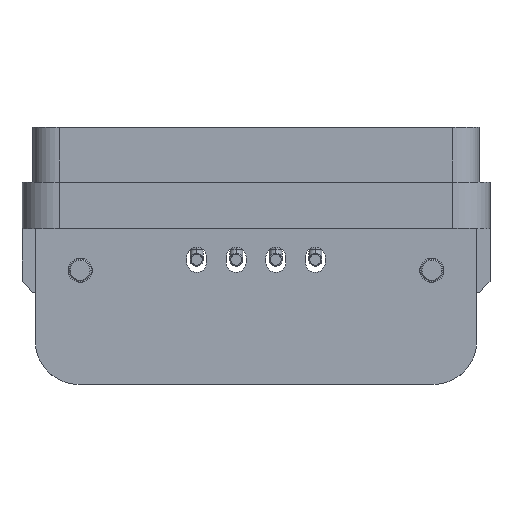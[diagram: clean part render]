
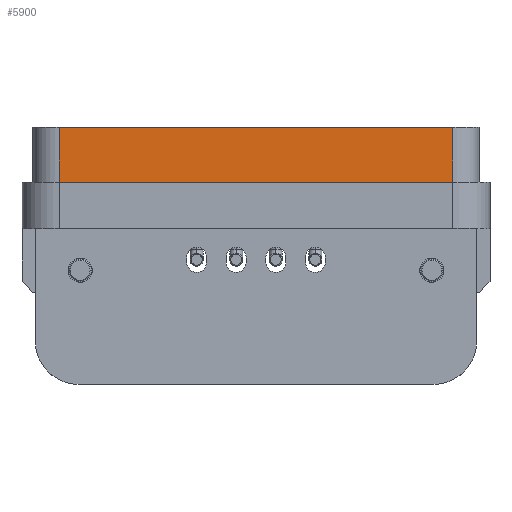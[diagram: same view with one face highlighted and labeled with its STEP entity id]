
A CAD part, top view. The second image highlights one B-rep face of the part: STEP entity #5900.
In plain terms, the highlighted planar face has unit normal (0, 0, 1).
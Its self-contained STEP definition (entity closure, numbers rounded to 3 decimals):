
#76 = PLANE ( 'NONE',  #672 ) ;
#106 = ORIENTED_EDGE ( 'NONE', *, *, #921, .T. ) ;
#158 = EDGE_CURVE ( 'NONE', #3300, #3373, #3463, .T. ) ;
#199 = DIRECTION ( 'NONE',  ( 0., -1., 0. ) ) ;
#672 = AXIS2_PLACEMENT_3D ( 'NONE', #3807, #3889, #6401 ) ;
#786 = CARTESIAN_POINT ( 'NONE',  ( -8.95, 4.6, 1.75 ) ) ;
#921 = EDGE_CURVE ( 'NONE', #1780, #3447, #1332, .T. ) ;
#1027 = EDGE_LOOP ( 'NONE', ( #3355, #4645, #6430, #106 ) ) ;
#1332 = LINE ( 'NONE', #5665, #2282 ) ;
#1571 = LINE ( 'NONE', #5907, #6195 ) ;
#1780 = VERTEX_POINT ( 'NONE', #6796 ) ;
#2282 = VECTOR ( 'NONE', #6915, 1000. ) ;
#2509 = CARTESIAN_POINT ( 'NONE',  ( 8.95, 2.1, 1.75 ) ) ;
#2727 = CARTESIAN_POINT ( 'NONE',  ( 8.95, 4.6, 1.75 ) ) ;
#2865 = DIRECTION ( 'NONE',  ( 1., 0., 0. ) ) ;
#3300 = VERTEX_POINT ( 'NONE', #7246 ) ;
#3355 = ORIENTED_EDGE ( 'NONE', *, *, #5550, .T. ) ;
#3373 = VERTEX_POINT ( 'NONE', #2509 ) ;
#3447 = VERTEX_POINT ( 'NONE', #4455 ) ;
#3463 = LINE ( 'NONE', #2727, #7985 ) ;
#3807 = CARTESIAN_POINT ( 'NONE',  ( -8.95, 4.6, 1.75 ) ) ;
#3846 = FACE_OUTER_BOUND ( 'NONE', #1027, .T. ) ;
#3889 = DIRECTION ( 'NONE',  ( 0., 0., -1. ) ) ;
#4455 = CARTESIAN_POINT ( 'NONE',  ( -8.95, 2.1, 1.75 ) ) ;
#4645 = ORIENTED_EDGE ( 'NONE', *, *, #158, .F. ) ;
#5550 = EDGE_CURVE ( 'NONE', #3447, #3373, #1571, .T. ) ;
#5665 = CARTESIAN_POINT ( 'NONE',  ( -8.95, 4.6, 1.75 ) ) ;
#5677 = VECTOR ( 'NONE', #7654, 1000. ) ;
#5771 = LINE ( 'NONE', #786, #5677 ) ;
#5850 = EDGE_CURVE ( 'NONE', #1780, #3300, #5771, .T. ) ;
#5900 = ADVANCED_FACE ( 'NONE', ( #3846 ), #76, .F. ) ;
#5907 = CARTESIAN_POINT ( 'NONE',  ( -8.95, 2.1, 1.75 ) ) ;
#6195 = VECTOR ( 'NONE', #2865, 1000. ) ;
#6401 = DIRECTION ( 'NONE',  ( -1., 0., 0. ) ) ;
#6430 = ORIENTED_EDGE ( 'NONE', *, *, #5850, .F. ) ;
#6796 = CARTESIAN_POINT ( 'NONE',  ( -8.95, 4.6, 1.75 ) ) ;
#6915 = DIRECTION ( 'NONE',  ( 0., -1., 0. ) ) ;
#7246 = CARTESIAN_POINT ( 'NONE',  ( 8.95, 4.6, 1.75 ) ) ;
#7654 = DIRECTION ( 'NONE',  ( 1., 0., 0. ) ) ;
#7985 = VECTOR ( 'NONE', #199, 1000. ) ;
